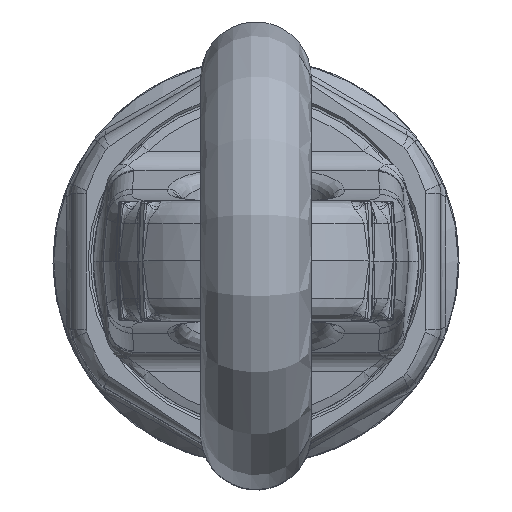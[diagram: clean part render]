
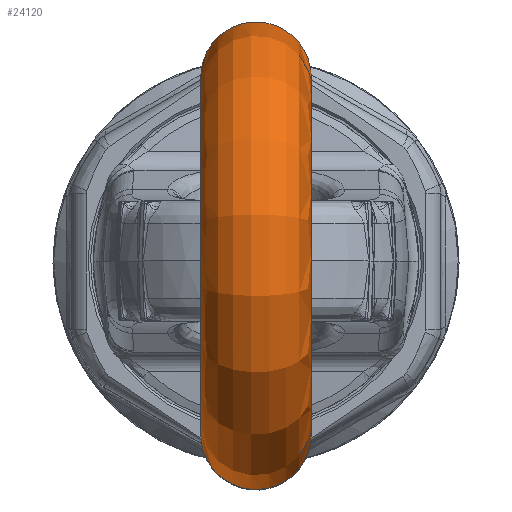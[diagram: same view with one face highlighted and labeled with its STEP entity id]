
A CAD part, top view. The second image highlights one B-rep face of the part: STEP entity #24120.
In plain terms, the highlighted face is a revolution surface.
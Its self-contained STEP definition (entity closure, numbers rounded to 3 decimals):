
#23829=CARTESIAN_POINT('Axis2P3D Location',(-11.,0.921,124.641)) ;
#23833=CARTESIAN_POINT('Vertex',(-11.,36.574,124.419)) ;
#23835=CARTESIAN_POINT('Vertex',(-11.,-34.732,124.864)) ;
#23854=CARTESIAN_POINT('Vertex',(11.,36.574,124.419)) ;
#23857=CARTESIAN_POINT('Axis2P3D Location',(11.,0.921,124.641)) ;
#23861=CARTESIAN_POINT('Vertex',(11.,-34.732,124.864)) ;
#24061=CARTESIAN_POINT('Control Point',(11.,36.574,124.419)) ;
#24062=CARTESIAN_POINT('Control Point',(11.,38.301,124.453)) ;
#24063=CARTESIAN_POINT('Control Point',(10.661,40.029,124.487)) ;
#24064=CARTESIAN_POINT('Control Point',(9.982,41.667,124.519)) ;
#24065=CARTESIAN_POINT('Control Point',(8.018,44.59,124.576)) ;
#24066=CARTESIAN_POINT('Control Point',(5.095,46.554,124.615)) ;
#24067=CARTESIAN_POINT('Control Point',(3.456,47.232,124.628)) ;
#24068=CARTESIAN_POINT('Control Point',(0.,47.911,124.641)) ;
#24069=CARTESIAN_POINT('Control Point',(-3.456,47.232,124.628)) ;
#24070=CARTESIAN_POINT('Control Point',(-5.095,46.554,124.615)) ;
#24071=CARTESIAN_POINT('Control Point',(-8.018,44.59,124.576)) ;
#24072=CARTESIAN_POINT('Control Point',(-9.982,41.667,124.519)) ;
#24073=CARTESIAN_POINT('Control Point',(-10.661,40.029,124.487)) ;
#24074=CARTESIAN_POINT('Control Point',(-11.,38.301,124.453)) ;
#24075=CARTESIAN_POINT('Control Point',(-11.,36.574,124.419)) ;
#24076=CARTESIAN_POINT('Axis1P Location',(0.,0.921,124.641)) ;
#24081=CARTESIAN_POINT('Control Point',(11.,36.574,124.419)) ;
#24082=CARTESIAN_POINT('Control Point',(11.,38.301,124.453)) ;
#24083=CARTESIAN_POINT('Control Point',(10.661,40.029,124.487)) ;
#24084=CARTESIAN_POINT('Control Point',(9.982,41.667,124.519)) ;
#24085=CARTESIAN_POINT('Control Point',(8.018,44.59,124.576)) ;
#24086=CARTESIAN_POINT('Control Point',(5.095,46.554,124.615)) ;
#24087=CARTESIAN_POINT('Control Point',(3.456,47.232,124.628)) ;
#24088=CARTESIAN_POINT('Control Point',(0.,47.911,124.641)) ;
#24089=CARTESIAN_POINT('Control Point',(-3.456,47.232,124.628)) ;
#24090=CARTESIAN_POINT('Control Point',(-5.095,46.554,124.615)) ;
#24091=CARTESIAN_POINT('Control Point',(-8.018,44.59,124.576)) ;
#24092=CARTESIAN_POINT('Control Point',(-9.982,41.667,124.519)) ;
#24093=CARTESIAN_POINT('Control Point',(-10.661,40.029,124.487)) ;
#24094=CARTESIAN_POINT('Control Point',(-11.,38.301,124.453)) ;
#24095=CARTESIAN_POINT('Control Point',(-11.,36.574,124.419)) ;
#24098=CARTESIAN_POINT('Control Point',(11.,-34.732,124.864)) ;
#24099=CARTESIAN_POINT('Control Point',(11.,-36.459,124.83)) ;
#24100=CARTESIAN_POINT('Control Point',(10.661,-38.187,124.796)) ;
#24101=CARTESIAN_POINT('Control Point',(9.982,-39.825,124.764)) ;
#24102=CARTESIAN_POINT('Control Point',(8.018,-42.748,124.707)) ;
#24103=CARTESIAN_POINT('Control Point',(5.095,-44.712,124.668)) ;
#24104=CARTESIAN_POINT('Control Point',(3.456,-45.39,124.655)) ;
#24105=CARTESIAN_POINT('Control Point',(0.,-46.069,124.642)) ;
#24106=CARTESIAN_POINT('Control Point',(-3.456,-45.39,124.655)) ;
#24107=CARTESIAN_POINT('Control Point',(-5.095,-44.712,124.668)) ;
#24108=CARTESIAN_POINT('Control Point',(-8.018,-42.748,124.707)) ;
#24109=CARTESIAN_POINT('Control Point',(-9.982,-39.825,124.764)) ;
#24110=CARTESIAN_POINT('Control Point',(-10.661,-38.187,124.796)) ;
#24111=CARTESIAN_POINT('Control Point',(-11.,-36.459,124.83)) ;
#24112=CARTESIAN_POINT('Control Point',(-11.,-34.732,124.864)) ;
#23830=DIRECTION('Axis2P3D Direction',(1.,0.,0.)) ;
#23858=DIRECTION('Axis2P3D Direction',(1.,0.,0.)) ;
#24077=DIRECTION('Axis1P Direction',(1.,0.,0.)) ;
#23831=AXIS2_PLACEMENT_3D('Circle Axis2P3D',#23829,#23830,$) ;
#23859=AXIS2_PLACEMENT_3D('Circle Axis2P3D',#23857,#23858,$) ;
#24115=ORIENTED_EDGE('',*,*,#23863,.F.) ;
#24116=ORIENTED_EDGE('',*,*,#24096,.T.) ;
#24117=ORIENTED_EDGE('',*,*,#23837,.T.) ;
#24118=ORIENTED_EDGE('',*,*,#24113,.F.) ;
#24120=ADVANCED_FACE('\X2\710A63A574B0\X0\',(#24119),#24079,.F.) ;
#24078=AXIS1_PLACEMENT('Revolution Surface Axis1P',#24076,#24077) ;
#24060=B_SPLINE_CURVE_WITH_KNOTS('',5,(#24061,#24062,#24063,#24064,#24065,#24066,#24067,#24068,#24069,#24070,#24071,#24072,#24073,#24074,#24075),.UNSPECIFIED.,.F.,.U.,(6,3,3,3,6),(34.558,43.197,51.836,60.476,69.115),.UNSPECIFIED.) ;
#24080=B_SPLINE_CURVE_WITH_KNOTS('',5,(#24081,#24082,#24083,#24084,#24085,#24086,#24087,#24088,#24089,#24090,#24091,#24092,#24093,#24094,#24095),.UNSPECIFIED.,.F.,.U.,(6,3,3,3,6),(34.558,43.197,51.836,60.476,69.115),.UNSPECIFIED.) ;
#24097=B_SPLINE_CURVE_WITH_KNOTS('',5,(#24098,#24099,#24100,#24101,#24102,#24103,#24104,#24105,#24106,#24107,#24108,#24109,#24110,#24111,#24112),.UNSPECIFIED.,.F.,.U.,(6,3,3,3,6),(34.558,43.197,51.836,60.476,69.115),.UNSPECIFIED.) ;
#23832=CIRCLE('generated circle',#23831,35.653) ;
#23860=CIRCLE('generated circle',#23859,35.653) ;
#23837=EDGE_CURVE('',#23834,#23836,#23832,.T.) ;
#23863=EDGE_CURVE('',#23855,#23862,#23860,.T.) ;
#24096=EDGE_CURVE('',#23855,#23834,#24080,.T.) ;
#24113=EDGE_CURVE('',#23862,#23836,#24097,.T.) ;
#24114=EDGE_LOOP('',(#24115,#24116,#24117,#24118)) ;
#24119=FACE_OUTER_BOUND('',#24114,.T.) ;
#24079=SURFACE_OF_REVOLUTION('Surface of Revolution',#24060,#24078) ;
#23834=VERTEX_POINT('',#23833) ;
#23836=VERTEX_POINT('',#23835) ;
#23855=VERTEX_POINT('',#23854) ;
#23862=VERTEX_POINT('',#23861) ;
